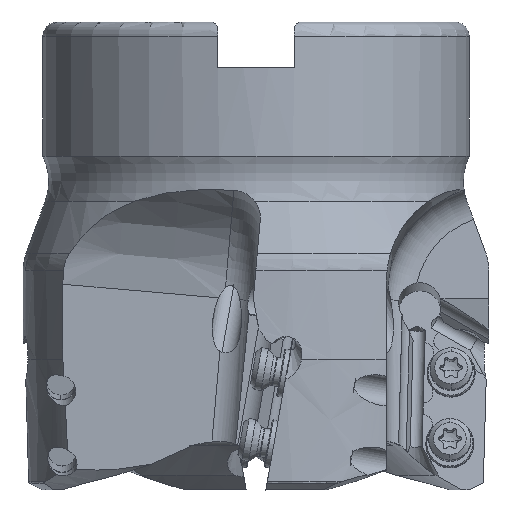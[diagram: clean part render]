
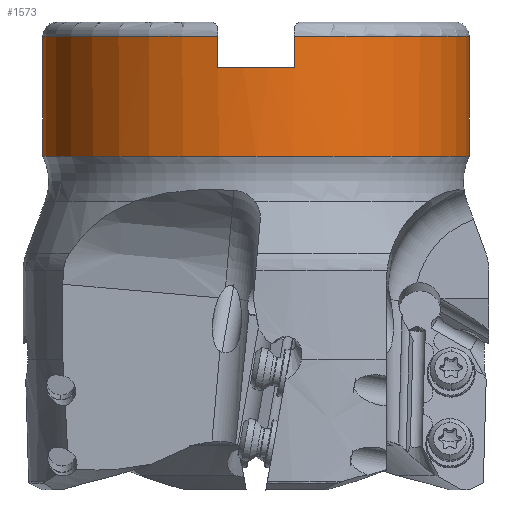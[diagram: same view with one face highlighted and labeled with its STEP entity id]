
A CAD part, front view. The second image highlights one B-rep face of the part: STEP entity #1573.
In plain terms, the highlighted cylindrical face has radius 22.225 mm (diameter 44.45 mm), a partial arc.
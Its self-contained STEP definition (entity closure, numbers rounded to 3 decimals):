
#668=LINE('',#21233,#1116);
#669=LINE('',#21234,#1117);
#678=LINE('',#21368,#1126);
#679=LINE('',#21371,#1127);
#1116=VECTOR('',#14133,1.);
#1117=VECTOR('',#14134,1.);
#1126=VECTOR('',#14179,1.);
#1127=VECTOR('',#14182,1.);
#1573=ADVANCED_FACE('',(#2391),#2016,.T.);
#2016=CYLINDRICAL_SURFACE('',#11966,22.225);
#2391=FACE_OUTER_BOUND('',#2951,.T.);
#2951=EDGE_LOOP('',(#5708,#5709,#5710,#5711,#5712,#5713,#5714,#5715,#5716));
#3650=CIRCLE('',#11932,22.225);
#3667=CIRCLE('',#11961,22.225);
#3668=CIRCLE('',#11962,22.225);
#3669=CIRCLE('',#11964,22.225);
#3670=CIRCLE('',#11965,22.225);
#5708=ORIENTED_EDGE('',*,*,#9794,.T.);
#5709=ORIENTED_EDGE('',*,*,#9795,.F.);
#5710=ORIENTED_EDGE('',*,*,#9796,.T.);
#5711=ORIENTED_EDGE('',*,*,#9766,.F.);
#5712=ORIENTED_EDGE('',*,*,#9750,.T.);
#5713=ORIENTED_EDGE('',*,*,#9765,.F.);
#5714=ORIENTED_EDGE('',*,*,#9793,.T.);
#5715=ORIENTED_EDGE('',*,*,#9792,.T.);
#5716=ORIENTED_EDGE('',*,*,#9797,.F.);
#8287=VERTEX_POINT('',#21176);
#8288=VERTEX_POINT('',#21178);
#8294=VERTEX_POINT('',#21232);
#8295=VERTEX_POINT('',#21235);
#8314=VERTEX_POINT('',#21360);
#8315=VERTEX_POINT('',#21362);
#8316=VERTEX_POINT('',#21366);
#8317=VERTEX_POINT('',#21367);
#8318=VERTEX_POINT('',#21369);
#9750=EDGE_CURVE('',#8288,#8287,#3650,.T.);
#9765=EDGE_CURVE('',#8294,#8287,#668,.T.);
#9766=EDGE_CURVE('',#8288,#8295,#669,.T.);
#9792=EDGE_CURVE('',#8315,#8314,#3667,.T.);
#9793=EDGE_CURVE('',#8294,#8315,#3668,.T.);
#9794=EDGE_CURVE('',#8316,#8317,#3669,.T.);
#9795=EDGE_CURVE('',#8318,#8317,#678,.T.);
#9796=EDGE_CURVE('',#8318,#8295,#3670,.T.);
#9797=EDGE_CURVE('',#8316,#8314,#679,.T.);
#11932=AXIS2_PLACEMENT_3D('',#21177,#14101,#14102);
#11961=AXIS2_PLACEMENT_3D('',#21361,#14171,#14172);
#11962=AXIS2_PLACEMENT_3D('',#21363,#14173,#14174);
#11964=AXIS2_PLACEMENT_3D('',#21365,#14177,#14178);
#11965=AXIS2_PLACEMENT_3D('',#21370,#14180,#14181);
#11966=AXIS2_PLACEMENT_3D('',#21372,#14183,#14184);
#14101=DIRECTION('',(0.,0.,1.));
#14102=DIRECTION('',(-1.,0.,0.));
#14133=DIRECTION('',(0.,0.,-1.));
#14134=DIRECTION('',(0.,0.,1.));
#14171=DIRECTION('',(0.,0.,-1.));
#14172=DIRECTION('',(1.,-0.001,0.));
#14173=DIRECTION('',(0.,0.,-1.));
#14174=DIRECTION('',(1.,0.,0.));
#14177=DIRECTION('',(0.,0.,-1.));
#14178=DIRECTION('',(0.179,-0.984,0.));
#14179=DIRECTION('',(0.,0.,-1.));
#14180=DIRECTION('',(0.,0.,-1.));
#14181=DIRECTION('',(-0.179,-0.984,0.));
#14182=DIRECTION('',(0.,0.,1.));
#14183=DIRECTION('',(0.,0.,-1.));
#14184=DIRECTION('',(1.,0.,0.));
#21176=CARTESIAN_POINT('',(22.225,0.,-14.));
#21177=CARTESIAN_POINT('',(0.,0.,-14.));
#21178=CARTESIAN_POINT('',(-22.225,0.,-14.));
#21232=CARTESIAN_POINT('',(22.225,0.,-1.5));
#21233=CARTESIAN_POINT('',(22.225,0.,-1.5));
#21234=CARTESIAN_POINT('',(-22.225,0.,-14.));
#21235=CARTESIAN_POINT('',(-22.225,0.,-1.5));
#21360=CARTESIAN_POINT('',(3.97,-21.868,-1.5));
#21361=CARTESIAN_POINT('',(0.,0.,-1.5));
#21362=CARTESIAN_POINT('',(22.225,-0.022,-1.5));
#21363=CARTESIAN_POINT('',(0.,0.,-1.5));
#21365=CARTESIAN_POINT('',(0.,0.,-4.76));
#21366=CARTESIAN_POINT('',(3.97,-21.868,-4.76));
#21367=CARTESIAN_POINT('',(-3.97,-21.868,-4.76));
#21368=CARTESIAN_POINT('',(-3.97,-21.868,-1.5));
#21369=CARTESIAN_POINT('',(-3.97,-21.868,-1.5));
#21370=CARTESIAN_POINT('',(0.,0.,-1.5));
#21371=CARTESIAN_POINT('',(3.97,-21.868,-4.76));
#21372=CARTESIAN_POINT('',(0.,0.,-1.25));
